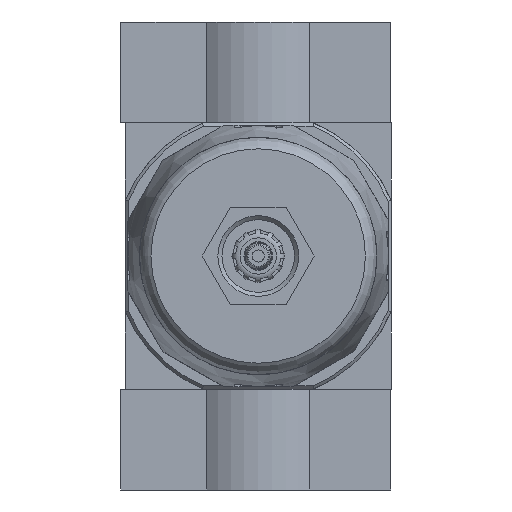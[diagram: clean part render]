
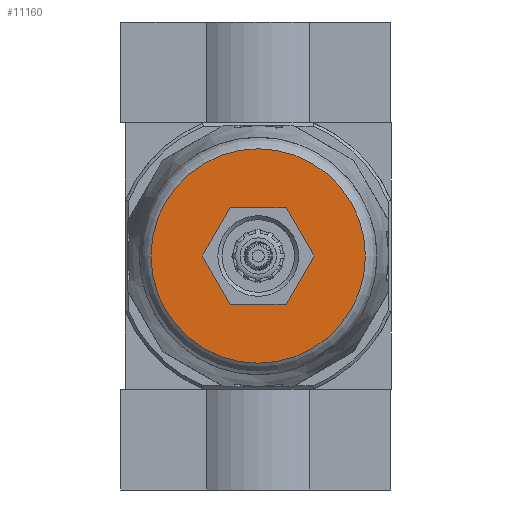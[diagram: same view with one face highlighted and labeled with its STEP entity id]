
A CAD part, front view. The second image highlights one B-rep face of the part: STEP entity #11160.
In plain terms, the highlighted planar face has unit normal (0, -1, 0).
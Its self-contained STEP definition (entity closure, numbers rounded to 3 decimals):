
#773=CIRCLE('',#11914,26.576);
#2466=ORIENTED_EDGE('',*,*,#4131,.T.);
#2467=ORIENTED_EDGE('',*,*,#4280,.T.);
#2468=ORIENTED_EDGE('',*,*,#4295,.T.);
#2469=ORIENTED_EDGE('',*,*,#4292,.T.);
#2470=ORIENTED_EDGE('',*,*,#4289,.T.);
#2471=ORIENTED_EDGE('',*,*,#4286,.T.);
#2472=ORIENTED_EDGE('',*,*,#4283,.T.);
#4131=EDGE_CURVE('',#5257,#5257,#773,.F.);
#4280=EDGE_CURVE('',#5340,#5339,#6036,.T.);
#4283=EDGE_CURVE('',#5342,#5340,#6039,.T.);
#4286=EDGE_CURVE('',#5344,#5342,#6042,.T.);
#4289=EDGE_CURVE('',#5346,#5344,#6045,.T.);
#4292=EDGE_CURVE('',#5348,#5346,#6048,.T.);
#4295=EDGE_CURVE('',#5339,#5348,#6051,.T.);
#5257=VERTEX_POINT('',#16827);
#5339=VERTEX_POINT('',#17331);
#5340=VERTEX_POINT('',#17333);
#5342=VERTEX_POINT('',#17339);
#5344=VERTEX_POINT('',#17345);
#5346=VERTEX_POINT('',#17351);
#5348=VERTEX_POINT('',#17357);
#6036=LINE('',#17332,#6632);
#6039=LINE('',#17338,#6635);
#6042=LINE('',#17344,#6638);
#6045=LINE('',#17350,#6641);
#6048=LINE('',#17356,#6644);
#6051=LINE('',#17361,#6647);
#6632=VECTOR('',#13910,1000.);
#6635=VECTOR('',#13915,1000.);
#6638=VECTOR('',#13920,1000.);
#6641=VECTOR('',#13925,1000.);
#6644=VECTOR('',#13930,1000.);
#6647=VECTOR('',#13935,1000.);
#7295=EDGE_LOOP('',(#2466));
#7296=EDGE_LOOP('',(#2467,#2468,#2469,#2470,#2471,#2472));
#8039=FACE_BOUND('',#7295,.T.);
#8040=FACE_BOUND('',#7296,.T.);
#8585=PLANE('',#12011);
#11160=ADVANCED_FACE('',(#8039,#8040),#8585,.F.);
#11914=AXIS2_PLACEMENT_3D('',#16826,#13654,#13655);
#12011=AXIS2_PLACEMENT_3D('',#17362,#13936,#13937);
#13654=DIRECTION('',(0.,1.,0.));
#13655=DIRECTION('',(0.,0.,1.));
#13910=DIRECTION('',(0.,0.,1.));
#13915=DIRECTION('',(-0.866,0.,0.5));
#13920=DIRECTION('',(-0.866,0.,-0.5));
#13925=DIRECTION('',(0.,0.,-1.));
#13930=DIRECTION('',(0.866,0.,-0.5));
#13935=DIRECTION('',(0.866,0.,0.5));
#13936=DIRECTION('',(0.,1.,0.));
#13937=DIRECTION('',(0.,0.,1.));
#16826=CARTESIAN_POINT('',(0.,-164.,0.));
#16827=CARTESIAN_POINT('',(0.,-164.,26.576));
#17331=CARTESIAN_POINT('',(-12.,-164.,6.928));
#17332=CARTESIAN_POINT('',(-12.,-164.,-6.928));
#17333=CARTESIAN_POINT('',(-12.,-164.,-6.928));
#17338=CARTESIAN_POINT('',(0.,-164.,-13.856));
#17339=CARTESIAN_POINT('',(0.,-164.,-13.856));
#17344=CARTESIAN_POINT('',(12.,-164.,-6.928));
#17345=CARTESIAN_POINT('',(12.,-164.,-6.928));
#17350=CARTESIAN_POINT('',(12.,-164.,6.928));
#17351=CARTESIAN_POINT('',(12.,-164.,6.928));
#17356=CARTESIAN_POINT('',(0.,-164.,13.856));
#17357=CARTESIAN_POINT('',(0.,-164.,13.856));
#17361=CARTESIAN_POINT('',(-12.,-164.,6.928));
#17362=CARTESIAN_POINT('',(0.,-164.,0.));
